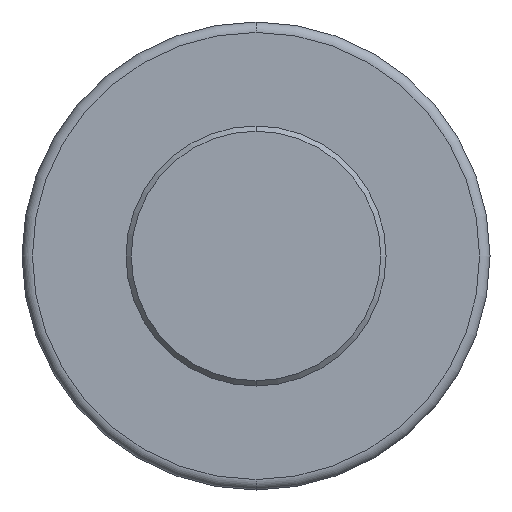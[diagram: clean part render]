
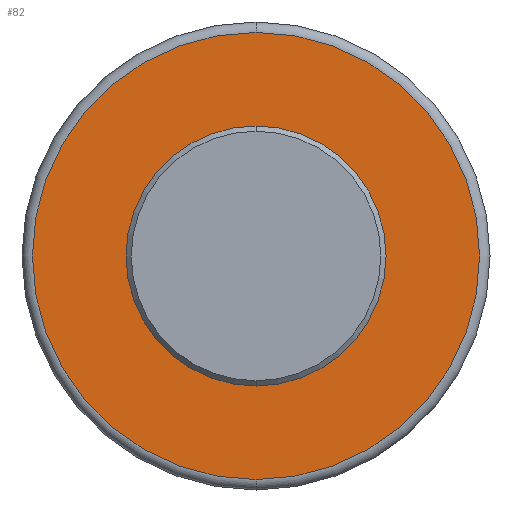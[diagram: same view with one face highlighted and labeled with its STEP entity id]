
A CAD part, front view. The second image highlights one B-rep face of the part: STEP entity #82.
In plain terms, the highlighted planar face has unit normal (0, -1, 0).
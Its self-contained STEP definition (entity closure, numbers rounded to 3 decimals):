
#12 = CARTESIAN_POINT ( 'NONE',  ( 0., 0., 4.3 ) ) ;
#15 = VERTEX_POINT ( 'NONE', #661 ) ;
#29 = ORIENTED_EDGE ( 'NONE', *, *, #563, .T. ) ;
#37 = CARTESIAN_POINT ( 'NONE',  ( 0., 0., 0. ) ) ;
#42 = ORIENTED_EDGE ( 'NONE', *, *, #205, .F. ) ;
#49 = CIRCLE ( 'NONE', #254, 2.5 ) ;
#73 = CIRCLE ( 'NONE', #233, 2.5 ) ;
#82 = ADVANCED_FACE ( 'NONE', ( #102, #245 ), #294, .F. ) ;
#87 = ORIENTED_EDGE ( 'NONE', *, *, #318, .T. ) ;
#89 = CARTESIAN_POINT ( 'NONE',  ( 0., 0., 0. ) ) ;
#102 = FACE_OUTER_BOUND ( 'NONE', #477, .T. ) ;
#164 = DIRECTION ( 'NONE',  ( 0., 0., 1. ) ) ;
#205 = EDGE_CURVE ( 'NONE', #259, #15, #73, .T. ) ;
#210 = CIRCLE ( 'NONE', #299, 4.3 ) ;
#217 = DIRECTION ( 'NONE',  ( 0., -1., 0. ) ) ;
#218 = DIRECTION ( 'NONE',  ( 0., -1., 0. ) ) ;
#226 = DIRECTION ( 'NONE',  ( 0., -1., 0. ) ) ;
#233 = AXIS2_PLACEMENT_3D ( 'NONE', #524, #218, #164 ) ;
#243 = DIRECTION ( 'NONE',  ( 0., 1., 0. ) ) ;
#245 = FACE_BOUND ( 'NONE', #557, .T. ) ;
#254 = AXIS2_PLACEMENT_3D ( 'NONE', #317, #624, #481 ) ;
#259 = VERTEX_POINT ( 'NONE', #628 ) ;
#294 = PLANE ( 'NONE',  #648 ) ;
#299 = AXIS2_PLACEMENT_3D ( 'NONE', #37, #226, #338 ) ;
#317 = CARTESIAN_POINT ( 'NONE',  ( 0., 0., 0. ) ) ;
#318 = EDGE_CURVE ( 'NONE', #429, #538, #210, .T. ) ;
#338 = DIRECTION ( 'NONE',  ( 0., 0., 1. ) ) ;
#429 = VERTEX_POINT ( 'NONE', #12 ) ;
#461 = CARTESIAN_POINT ( 'NONE',  ( 0., 0., 0. ) ) ;
#470 = CARTESIAN_POINT ( 'NONE',  ( 0., 0., -4.3 ) ) ;
#477 = EDGE_LOOP ( 'NONE', ( #87, #29 ) ) ;
#481 = DIRECTION ( 'NONE',  ( 0., 0., 1. ) ) ;
#488 = DIRECTION ( 'NONE',  ( 0., 0., 1. ) ) ;
#524 = CARTESIAN_POINT ( 'NONE',  ( 0., 0., 0. ) ) ;
#538 = VERTEX_POINT ( 'NONE', #470 ) ;
#557 = EDGE_LOOP ( 'NONE', ( #42, #641 ) ) ;
#563 = EDGE_CURVE ( 'NONE', #538, #429, #569, .T. ) ;
#569 = CIRCLE ( 'NONE', #615, 4.3 ) ;
#597 = EDGE_CURVE ( 'NONE', #15, #259, #49, .T. ) ;
#609 = DIRECTION ( 'NONE',  ( 0., 0., 1. ) ) ;
#615 = AXIS2_PLACEMENT_3D ( 'NONE', #89, #217, #488 ) ;
#624 = DIRECTION ( 'NONE',  ( 0., -1., 0. ) ) ;
#628 = CARTESIAN_POINT ( 'NONE',  ( 0., 0., 2.5 ) ) ;
#641 = ORIENTED_EDGE ( 'NONE', *, *, #597, .F. ) ;
#648 = AXIS2_PLACEMENT_3D ( 'NONE', #461, #243, #609 ) ;
#661 = CARTESIAN_POINT ( 'NONE',  ( 0., 0., -2.5 ) ) ;
